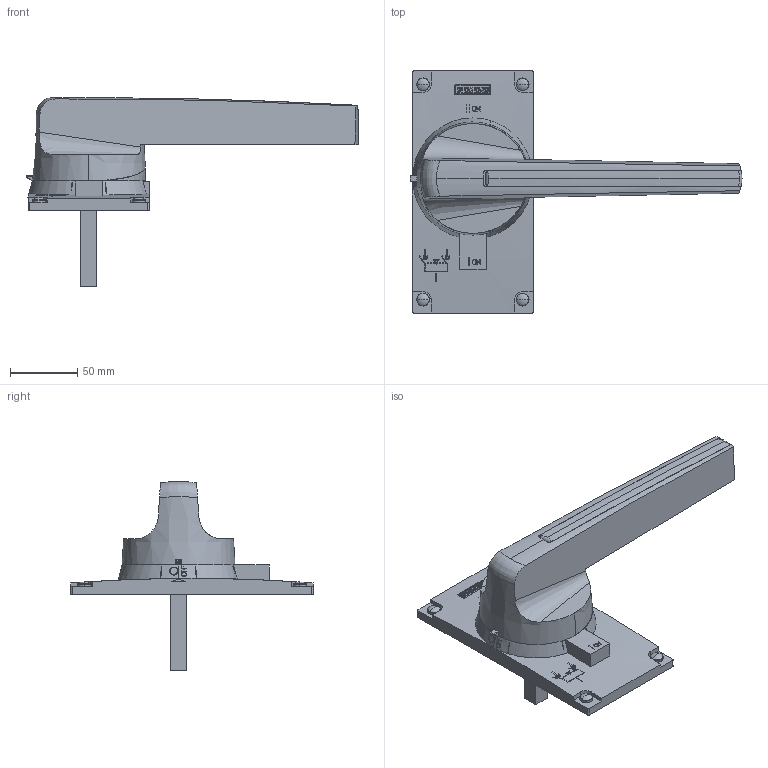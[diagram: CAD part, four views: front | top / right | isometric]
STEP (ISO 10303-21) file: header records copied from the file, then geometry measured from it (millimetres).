
FILE_DESCRIPTION(('STEP AP214'),'1');
FILE_NAME('cctmp_5EDA7B37-3684-4D11-B105-163B14F3EED7_2025_06_25_09_47_38_0729..stp','2025-06-25T07:47:39',('SIEMENS A&D'),('CADClick - www.CADClick.com'),'Spatial InterOp 3D postprocessed',' ','unknown authorization');
FILE_SCHEMA(('AUTOMOTIVE_DESIGN'));
Length unit declared in the file: millimetre
Products named in the file (4): cc_unnamed; 2025_06_25_09_47_38_0696; 2025_06_25_09_47_38_0656; 2025_06_25_09_47_38_0616
Assembly tree (3 placements, depth 2):
  cc_unnamed
    2025_06_25_09_47_38_0696
    2025_06_25_09_47_38_0656
    2025_06_25_09_47_38_0616
Bounding box: 246.72 x 179.9 x 140.4 mm (x, y, z)
Volume: 561350 mm3; surface area: 83498.8 mm2
Topology: 3 solids, 3 shells, 580 faces, 1535 edges, 995 vertices
Faces by surface type: plane 384, cylinder 124, cone 33, sphere 18, torus 15, bspline 6
Entity records: 34304 total; most frequent: CARTESIAN_POINT 7932, STYLED_ITEM 3095, PRESENTATION_STYLE_ASSIGNMENT 3095, DIRECTION 3034, ORIENTED_EDGE 3034, EDGE_CURVE 1517, CURVE_STYLE 1517, DRAUGHTING_PRE_DEFINED_CURVE_FONT 1517
